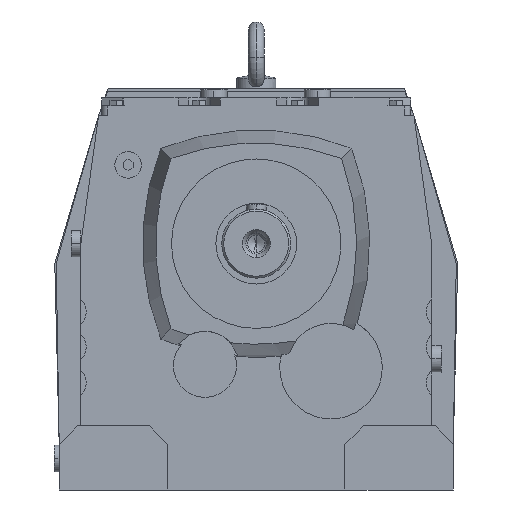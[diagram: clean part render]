
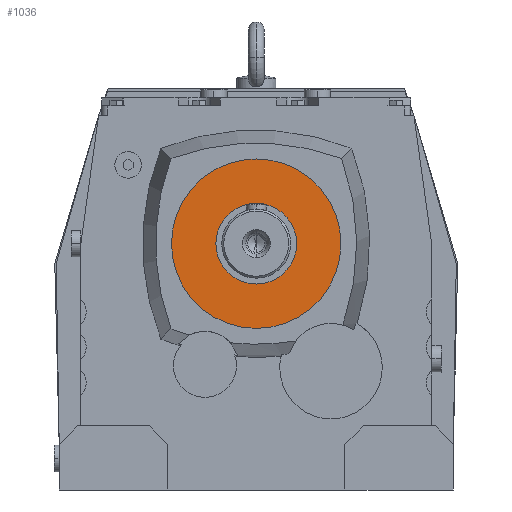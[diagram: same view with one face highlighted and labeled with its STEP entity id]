
A CAD part, left-side view. The second image highlights one B-rep face of the part: STEP entity #1036.
In plain terms, the highlighted planar face has unit normal (-1, 0, 0).
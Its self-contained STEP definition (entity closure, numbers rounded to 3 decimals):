
#1036=ADVANCED_FACE('',(#2128,#2129),#2130,.T.);
#2128=FACE_OUTER_BOUND('',#3247,.T.);
#2129=FACE_BOUND('',#3248,.T.);
#2130=PLANE('',#3249);
#3247=EDGE_LOOP('',(#6306,#6307));
#3248=EDGE_LOOP('',(#6308,#6309));
#3249=AXIS2_PLACEMENT_3D('',#6310,#6311,#6312);
#6306=ORIENTED_EDGE('',*,*,#7764,.T.);
#6307=ORIENTED_EDGE('',*,*,#6615,.T.);
#6308=ORIENTED_EDGE('',*,*,#6612,.T.);
#6309=ORIENTED_EDGE('',*,*,#7765,.T.);
#6310=CARTESIAN_POINT('',(6.0,0.0,0.0));
#6311=DIRECTION('',(-1.0,0.0,0.0));
#6312=DIRECTION('',(0.0,-1.0,0.0));
#6612=EDGE_CURVE('',#7889,#7893,#7895,.T.);
#6615=EDGE_CURVE('',#7900,#7897,#7901,.T.);
#7764=EDGE_CURVE('',#7897,#7900,#9577,.T.);
#7765=EDGE_CURVE('',#7893,#7889,#9578,.T.);
#7889=VERTEX_POINT('',#9866);
#7893=VERTEX_POINT('',#9871);
#7895=CIRCLE('',#9874,41.0);
#7897=VERTEX_POINT('',#9876);
#7900=VERTEX_POINT('',#9880);
#7901=CIRCLE('',#9881,86.0);
#9577=CIRCLE('',#12615,86.0);
#9578=CIRCLE('',#12616,41.0);
#9866=CARTESIAN_POINT('',(6.0,41.0,0.0));
#9871=CARTESIAN_POINT('',(6.0,-41.0,0.));
#9874=AXIS2_PLACEMENT_3D('',#12831,#12832,#12833);
#9876=CARTESIAN_POINT('',(6.0,86.0,0.0));
#9880=CARTESIAN_POINT('',(6.0,-86.0,0.));
#9881=AXIS2_PLACEMENT_3D('',#12835,#12836,#12837);
#12615=AXIS2_PLACEMENT_3D('',#14007,#14008,#14009);
#12616=AXIS2_PLACEMENT_3D('',#14010,#14011,#14012);
#12831=CARTESIAN_POINT('',(6.0,0.0,0.0));
#12832=DIRECTION('',(1.0,0.0,0.0));
#12833=DIRECTION('',(0.0,1.0,0.0));
#12835=CARTESIAN_POINT('',(6.0,0.0,0.0));
#12836=DIRECTION('',(-1.0,0.0,0.0));
#12837=DIRECTION('',(0.0,1.0,0.0));
#14007=CARTESIAN_POINT('',(6.0,0.0,0.0));
#14008=DIRECTION('',(-1.0,0.0,0.0));
#14009=DIRECTION('',(0.0,1.0,0.0));
#14010=CARTESIAN_POINT('',(6.0,0.0,0.0));
#14011=DIRECTION('',(1.0,0.0,0.0));
#14012=DIRECTION('',(0.0,1.0,0.0));
